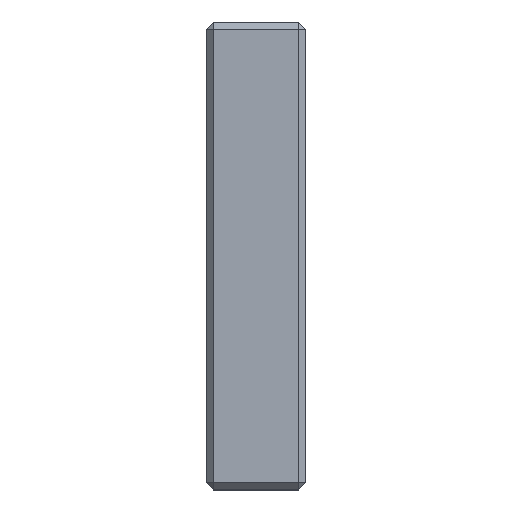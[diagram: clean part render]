
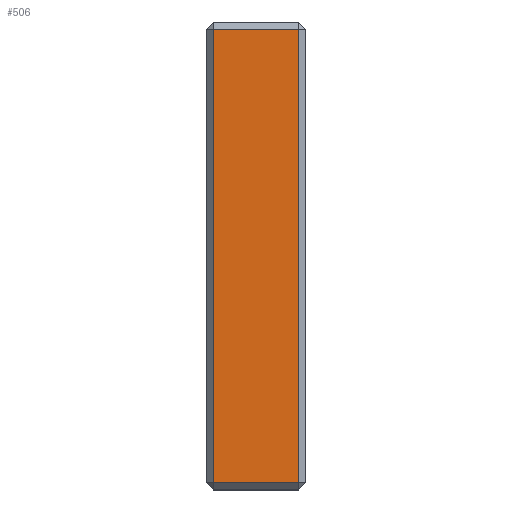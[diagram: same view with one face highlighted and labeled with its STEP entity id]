
A CAD part, left-side view. The second image highlights one B-rep face of the part: STEP entity #506.
In plain terms, the highlighted planar face has unit normal (-1, 0, 0).
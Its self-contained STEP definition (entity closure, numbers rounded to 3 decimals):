
#5 = DIRECTION ( 'NONE',  ( 0., -1., 0. ) ) ;
#70 = VERTEX_POINT ( 'NONE', #1758 ) ;
#128 = DIRECTION ( 'NONE',  ( 1., 0., 0. ) ) ;
#136 = VECTOR ( 'NONE', #5, 1000. ) ;
#238 = EDGE_CURVE ( 'NONE', #1602, #2353, #1458, .T. ) ;
#256 = VECTOR ( 'NONE', #2057, 1000. ) ;
#273 = CARTESIAN_POINT ( 'NONE',  ( -292.5, -12., 64. ) ) ;
#284 = LINE ( 'NONE', #1965, #545 ) ;
#301 = ORIENTED_EDGE ( 'NONE', *, *, #1642, .T. ) ;
#344 = EDGE_CURVE ( 'NONE', #70, #963, #284, .T. ) ;
#506 = ADVANCED_FACE ( 'NONE', ( #1080 ), #1270, .F. ) ;
#545 = VECTOR ( 'NONE', #2296, 1000. ) ;
#669 = AXIS2_PLACEMENT_3D ( 'NONE', #1193, #128, #1426 ) ;
#707 = DIRECTION ( 'NONE',  ( 0., 0., -1. ) ) ;
#806 = EDGE_LOOP ( 'NONE', ( #2133, #2245, #1755, #301 ) ) ;
#963 = VERTEX_POINT ( 'NONE', #273 ) ;
#1080 = FACE_OUTER_BOUND ( 'NONE', #806, .T. ) ;
#1087 = CARTESIAN_POINT ( 'NONE',  ( -292.5, 12., 64. ) ) ;
#1166 = EDGE_CURVE ( 'NONE', #2353, #70, #1812, .T. ) ;
#1193 = CARTESIAN_POINT ( 'NONE',  ( -292.5, 14., 66. ) ) ;
#1270 = PLANE ( 'NONE',  #669 ) ;
#1317 = CARTESIAN_POINT ( 'NONE',  ( -292.5, 14., 64. ) ) ;
#1426 = DIRECTION ( 'NONE',  ( 0., 0., -1. ) ) ;
#1458 = LINE ( 'NONE', #2328, #1767 ) ;
#1460 = CARTESIAN_POINT ( 'NONE',  ( -292.5, 14., -64. ) ) ;
#1602 = VERTEX_POINT ( 'NONE', #1087 ) ;
#1642 = EDGE_CURVE ( 'NONE', #963, #1602, #2306, .T. ) ;
#1755 = ORIENTED_EDGE ( 'NONE', *, *, #344, .T. ) ;
#1758 = CARTESIAN_POINT ( 'NONE',  ( -292.5, -12., -64. ) ) ;
#1767 = VECTOR ( 'NONE', #707, 1000. ) ;
#1779 = CARTESIAN_POINT ( 'NONE',  ( -292.5, 12., -64. ) ) ;
#1812 = LINE ( 'NONE', #1460, #136 ) ;
#1965 = CARTESIAN_POINT ( 'NONE',  ( -292.5, -12., 66. ) ) ;
#2057 = DIRECTION ( 'NONE',  ( 0., 1., 0. ) ) ;
#2133 = ORIENTED_EDGE ( 'NONE', *, *, #238, .T. ) ;
#2245 = ORIENTED_EDGE ( 'NONE', *, *, #1166, .T. ) ;
#2296 = DIRECTION ( 'NONE',  ( 0., 0., 1. ) ) ;
#2306 = LINE ( 'NONE', #1317, #256 ) ;
#2328 = CARTESIAN_POINT ( 'NONE',  ( -292.5, 12., -66. ) ) ;
#2353 = VERTEX_POINT ( 'NONE', #1779 ) ;
